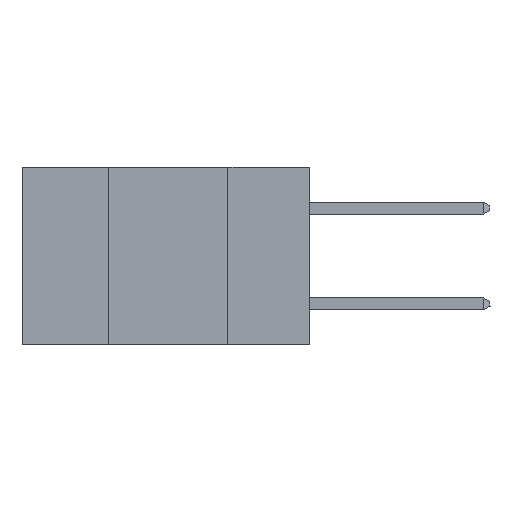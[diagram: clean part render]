
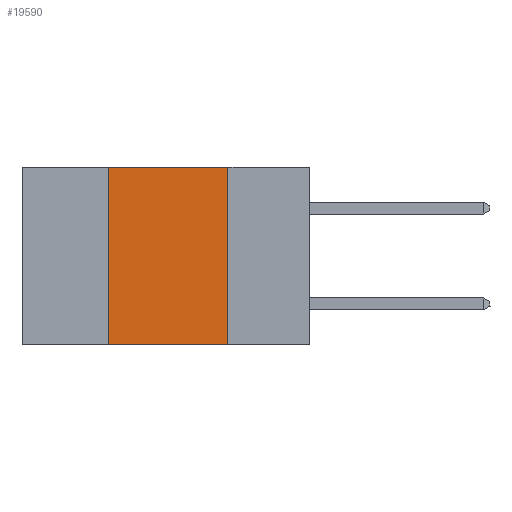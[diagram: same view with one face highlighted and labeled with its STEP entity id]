
A CAD part, left-side view. The second image highlights one B-rep face of the part: STEP entity #19590.
In plain terms, the highlighted planar face has unit normal (-1, 0, 0).
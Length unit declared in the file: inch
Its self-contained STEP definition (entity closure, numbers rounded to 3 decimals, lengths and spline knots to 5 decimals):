
#283 = EDGE_CURVE ( 'NONE', #22575, #12822, #8361, .T. ) ;
#913 = ORIENTED_EDGE ( 'NONE', *, *, #24886, .F. ) ;
#1952 = VECTOR ( 'NONE', #12674, 39.37008 ) ;
#2224 = ORIENTED_EDGE ( 'NONE', *, *, #22843, .F. ) ;
#2321 = CARTESIAN_POINT ( 'NONE',  ( 0., 0.17, -0.37 ) ) ;
#3066 = CARTESIAN_POINT ( 'NONE',  ( 0., 0.17, 0. ) ) ;
#4563 = EDGE_LOOP ( 'NONE', ( #913, #2224, #16647, #25431 ) ) ;
#4648 = CARTESIAN_POINT ( 'NONE',  ( 0., 0.17, 0. ) ) ;
#5499 = AXIS2_PLACEMENT_3D ( 'NONE', #24853, #14639, #10758 ) ;
#7525 = VECTOR ( 'NONE', #18726, 39.37008 ) ;
#8361 = LINE ( 'NONE', #10894, #1952 ) ;
#10758 = DIRECTION ( 'NONE',  ( 0., 0., -1. ) ) ;
#10894 = CARTESIAN_POINT ( 'NONE',  ( 0., 0.6, -0.37 ) ) ;
#12118 = CARTESIAN_POINT ( 'NONE',  ( 0., 0.42, 0. ) ) ;
#12633 = LINE ( 'NONE', #4648, #7525 ) ;
#12635 = PLANE ( 'NONE',  #5499 ) ;
#12674 = DIRECTION ( 'NONE',  ( 0., -1., 0. ) ) ;
#12822 = VERTEX_POINT ( 'NONE', #2321 ) ;
#12897 = DIRECTION ( 'NONE',  ( 0., 0., 1. ) ) ;
#12982 = DIRECTION ( 'NONE',  ( 0., -1., 0. ) ) ;
#14639 = DIRECTION ( 'NONE',  ( 1., 0., 0. ) ) ;
#14642 = VERTEX_POINT ( 'NONE', #3066 ) ;
#16205 = FACE_OUTER_BOUND ( 'NONE', #4563, .T. ) ;
#16647 = ORIENTED_EDGE ( 'NONE', *, *, #19642, .F. ) ;
#17513 = VECTOR ( 'NONE', #12897, 39.37008 ) ;
#18487 = CARTESIAN_POINT ( 'NONE',  ( 0., 0.42, -0.37 ) ) ;
#18726 = DIRECTION ( 'NONE',  ( 0., 0., -1. ) ) ;
#18816 = CARTESIAN_POINT ( 'NONE',  ( 0., 0.42, 0. ) ) ;
#19590 = ADVANCED_FACE ( 'NONE', ( #16205 ), #12635, .F. ) ;
#19642 = EDGE_CURVE ( 'NONE', #22575, #23630, #20708, .T. ) ;
#20708 = LINE ( 'NONE', #18816, #17513 ) ;
#21594 = CARTESIAN_POINT ( 'NONE',  ( 0., 0.6, 0. ) ) ;
#22575 = VERTEX_POINT ( 'NONE', #18487 ) ;
#22843 = EDGE_CURVE ( 'NONE', #23630, #14642, #24341, .T. ) ;
#23630 = VERTEX_POINT ( 'NONE', #12118 ) ;
#24341 = LINE ( 'NONE', #21594, #26615 ) ;
#24853 = CARTESIAN_POINT ( 'NONE',  ( 0., 0.6, 0. ) ) ;
#24886 = EDGE_CURVE ( 'NONE', #14642, #12822, #12633, .T. ) ;
#25431 = ORIENTED_EDGE ( 'NONE', *, *, #283, .T. ) ;
#26615 = VECTOR ( 'NONE', #12982, 39.37008 ) ;
